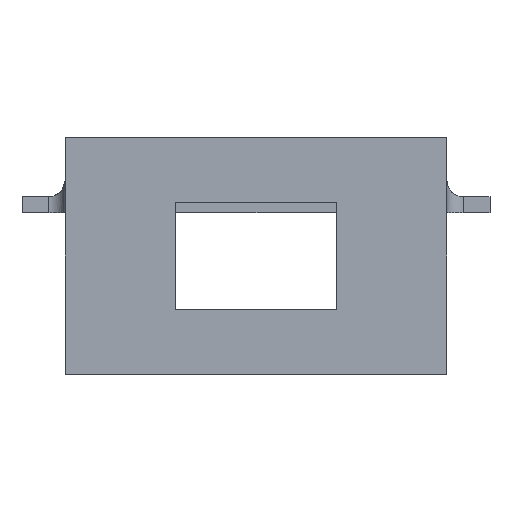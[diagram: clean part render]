
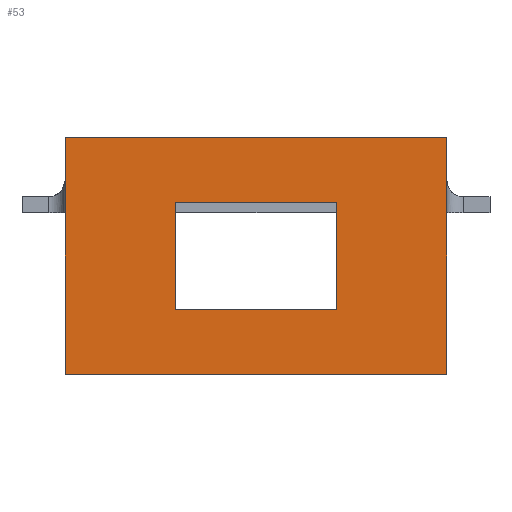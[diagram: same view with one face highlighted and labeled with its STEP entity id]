
A CAD part, front view. The second image highlights one B-rep face of the part: STEP entity #53.
In plain terms, the highlighted planar face has unit normal (0, -1, 0).
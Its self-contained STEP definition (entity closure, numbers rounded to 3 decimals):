
#53=ADVANCED_FACE('',(#105,#107),#109,.T.);
#105=FACE_BOUND('',#106,.T.);
#106=EDGE_LOOP('',(#561,#562,#563,#564));
#107=FACE_BOUND('',#108,.T.);
#108=EDGE_LOOP('',(#565,#566,#567,#568));
#109=PLANE('',#110);
#110=AXIS2_PLACEMENT_3D('',#111,#112,#113);
#111=CARTESIAN_POINT('',(-35.5,-35.5,0.));
#112=DIRECTION('',(0.,-1.,0.));
#113=DIRECTION('',(1.,0.,0.));
#561=ORIENTED_EDGE('',*,*,#857,.F.);
#562=ORIENTED_EDGE('',*,*,#858,.T.);
#563=ORIENTED_EDGE('',*,*,#859,.F.);
#564=ORIENTED_EDGE('',*,*,#860,.F.);
#565=ORIENTED_EDGE('',*,*,#861,.T.);
#566=ORIENTED_EDGE('',*,*,#862,.T.);
#567=ORIENTED_EDGE('',*,*,#863,.T.);
#568=ORIENTED_EDGE('',*,*,#864,.T.);
#857=EDGE_CURVE('',#1005,#1006,#1007,.T.);
#858=EDGE_CURVE('',#1005,#1008,#1009,.T.);
#859=EDGE_CURVE('',#1010,#1008,#1011,.T.);
#860=EDGE_CURVE('',#1006,#1010,#1012,.T.);
#861=EDGE_CURVE('',#1013,#1014,#1015,.F.);
#862=EDGE_CURVE('',#1014,#1016,#1017,.F.);
#863=EDGE_CURVE('',#1016,#1018,#1019,.F.);
#864=EDGE_CURVE('',#1018,#1013,#1020,.F.);
#1005=VERTEX_POINT('',#1250);
#1006=VERTEX_POINT('',#1251);
#1007=LINE('',#1252,#1253);
#1008=VERTEX_POINT('',#1255);
#1009=LINE('',#1256,#1257);
#1010=VERTEX_POINT('',#1259);
#1011=LINE('',#1260,#1261);
#1012=LINE('',#1263,#1264);
#1013=VERTEX_POINT('',#1266);
#1014=VERTEX_POINT('',#1267);
#1015=LINE('',#1268,#1269);
#1016=VERTEX_POINT('',#1271);
#1017=LINE('',#1272,#1273);
#1018=VERTEX_POINT('',#1275);
#1019=LINE('',#1276,#1277);
#1020=LINE('',#1279,#1280);
#1250=CARTESIAN_POINT('',(-35.5,-35.5,14.));
#1251=CARTESIAN_POINT('',(35.5,-35.5,14.));
#1252=CARTESIAN_POINT('',(-35.5,-35.5,14.));
#1253=VECTOR('',#1254,1.);
#1254=DIRECTION('',(1.,0.,0.));
#1255=CARTESIAN_POINT('',(-35.5,-35.5,-30.));
#1256=CARTESIAN_POINT('',(-35.5,-35.5,14.));
#1257=VECTOR('',#1258,1.);
#1258=DIRECTION('',(0.,0.,-1.));
#1259=CARTESIAN_POINT('',(35.5,-35.5,-30.));
#1260=CARTESIAN_POINT('',(35.5,-35.5,-30.));
#1261=VECTOR('',#1262,1.);
#1262=DIRECTION('',(-1.,0.,0.));
#1263=CARTESIAN_POINT('',(35.5,-35.5,14.));
#1264=VECTOR('',#1265,1.);
#1265=DIRECTION('',(0.,0.,-1.));
#1266=CARTESIAN_POINT('',(15.,-35.5,-18.));
#1267=CARTESIAN_POINT('',(-15.,-35.5,-18.));
#1268=CARTESIAN_POINT('',(-15.,-35.5,-18.));
#1269=VECTOR('',#1270,1.);
#1270=DIRECTION('',(1.,0.,0.));
#1271=CARTESIAN_POINT('',(-15.,-35.5,2.));
#1272=CARTESIAN_POINT('',(-15.,-35.5,2.));
#1273=VECTOR('',#1274,1.);
#1274=DIRECTION('',(0.,0.,-1.));
#1275=CARTESIAN_POINT('',(15.,-35.5,2.));
#1276=CARTESIAN_POINT('',(15.,-35.5,2.));
#1277=VECTOR('',#1278,1.);
#1278=DIRECTION('',(-1.,0.,0.));
#1279=CARTESIAN_POINT('',(15.,-35.5,-18.));
#1280=VECTOR('',#1281,1.);
#1281=DIRECTION('',(0.,0.,1.));
